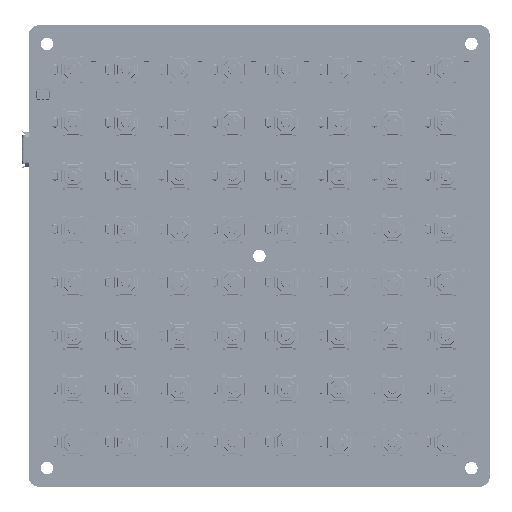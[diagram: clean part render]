
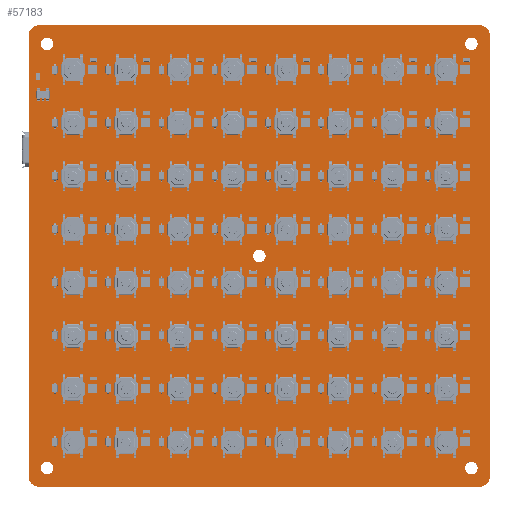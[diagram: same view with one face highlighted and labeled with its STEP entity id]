
A CAD part, top view. The second image highlights one B-rep face of the part: STEP entity #57183.
In plain terms, the highlighted planar face has unit normal (0, 0, 1).
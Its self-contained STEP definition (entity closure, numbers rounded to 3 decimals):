
#56947 = VERTEX_POINT('',#56948);
#56948 = CARTESIAN_POINT('',(47.25,49.5,1.6));
#56954 = EDGE_CURVE('',#56947,#56955,#56957,.T.);
#56955 = VERTEX_POINT('',#56956);
#56956 = CARTESIAN_POINT('',(49.498,47.397,1.6));
#56957 = CIRCLE('',#56958,2.248);
#56958 = AXIS2_PLACEMENT_3D('',#56959,#56960,#56961);
#56959 = CARTESIAN_POINT('',(47.255,47.252,1.6));
#56960 = DIRECTION('',(0.,0.,-1.));
#56961 = DIRECTION('',(-0.002,1.,0.));
#56989 = VERTEX_POINT('',#56990);
#56990 = CARTESIAN_POINT('',(-47.25,49.5,1.6));
#56996 = EDGE_CURVE('',#56989,#56947,#56997,.T.);
#56997 = LINE('',#56998,#56999);
#56998 = CARTESIAN_POINT('',(-47.25,49.5,1.6));
#56999 = VECTOR('',#57000,1.);
#57000 = DIRECTION('',(1.,0.,0.));
#57018 = EDGE_CURVE('',#56955,#57019,#57021,.T.);
#57019 = VERTEX_POINT('',#57020);
#57020 = CARTESIAN_POINT('',(49.5,47.25,1.6));
#57021 = LINE('',#57022,#57023);
#57022 = CARTESIAN_POINT('',(49.498,47.397,1.6));
#57023 = VECTOR('',#57024,1.);
#57024 = DIRECTION('',(0.016,-1.,0.));
#57183 = ADVANCED_FACE('',(#57184,#57262,#57273,#57284,#57295,#57306),
  #57317,.T.);
#57184 = FACE_BOUND('',#57185,.T.);
#57185 = EDGE_LOOP('',(#57186,#57187,#57188,#57196,#57205,#57213,#57221,
    #57230,#57238,#57246,#57255,#57261));
#57186 = ORIENTED_EDGE('',*,*,#56954,.F.);
#57187 = ORIENTED_EDGE('',*,*,#56996,.F.);
#57188 = ORIENTED_EDGE('',*,*,#57189,.F.);
#57189 = EDGE_CURVE('',#57190,#56989,#57192,.T.);
#57190 = VERTEX_POINT('',#57191);
#57191 = CARTESIAN_POINT('',(-47.397,49.498,1.6));
#57192 = LINE('',#57193,#57194);
#57193 = CARTESIAN_POINT('',(-47.397,49.498,1.6));
#57194 = VECTOR('',#57195,1.);
#57195 = DIRECTION('',(1.,0.016,0.));
#57196 = ORIENTED_EDGE('',*,*,#57197,.F.);
#57197 = EDGE_CURVE('',#57198,#57190,#57200,.T.);
#57198 = VERTEX_POINT('',#57199);
#57199 = CARTESIAN_POINT('',(-49.5,47.25,1.6));
#57200 = CIRCLE('',#57201,2.248);
#57201 = AXIS2_PLACEMENT_3D('',#57202,#57203,#57204);
#57202 = CARTESIAN_POINT('',(-47.252,47.254,1.6));
#57203 = DIRECTION('',(0.,0.,-1.));
#57204 = DIRECTION('',(-1.,-0.002,-0.));
#57205 = ORIENTED_EDGE('',*,*,#57206,.F.);
#57206 = EDGE_CURVE('',#57207,#57198,#57209,.T.);
#57207 = VERTEX_POINT('',#57208);
#57208 = CARTESIAN_POINT('',(-49.5,-47.25,1.6));
#57209 = LINE('',#57210,#57211);
#57210 = CARTESIAN_POINT('',(-49.5,-47.25,1.6));
#57211 = VECTOR('',#57212,1.);
#57212 = DIRECTION('',(0.,1.,0.));
#57213 = ORIENTED_EDGE('',*,*,#57214,.F.);
#57214 = EDGE_CURVE('',#57215,#57207,#57217,.T.);
#57215 = VERTEX_POINT('',#57216);
#57216 = CARTESIAN_POINT('',(-49.498,-47.397,1.6));
#57217 = LINE('',#57218,#57219);
#57218 = CARTESIAN_POINT('',(-49.498,-47.397,1.6));
#57219 = VECTOR('',#57220,1.);
#57220 = DIRECTION('',(-0.016,1.,0.));
#57221 = ORIENTED_EDGE('',*,*,#57222,.F.);
#57222 = EDGE_CURVE('',#57223,#57215,#57225,.T.);
#57223 = VERTEX_POINT('',#57224);
#57224 = CARTESIAN_POINT('',(-47.25,-49.5,1.6));
#57225 = CIRCLE('',#57226,2.248);
#57226 = AXIS2_PLACEMENT_3D('',#57227,#57228,#57229);
#57227 = CARTESIAN_POINT('',(-47.254,-47.252,1.6));
#57228 = DIRECTION('',(0.,0.,-1.));
#57229 = DIRECTION('',(0.002,-1.,0.));
#57230 = ORIENTED_EDGE('',*,*,#57231,.F.);
#57231 = EDGE_CURVE('',#57232,#57223,#57234,.T.);
#57232 = VERTEX_POINT('',#57233);
#57233 = CARTESIAN_POINT('',(47.25,-49.5,1.6));
#57234 = LINE('',#57235,#57236);
#57235 = CARTESIAN_POINT('',(47.25,-49.5,1.6));
#57236 = VECTOR('',#57237,1.);
#57237 = DIRECTION('',(-1.,0.,0.));
#57238 = ORIENTED_EDGE('',*,*,#57239,.F.);
#57239 = EDGE_CURVE('',#57240,#57232,#57242,.T.);
#57240 = VERTEX_POINT('',#57241);
#57241 = CARTESIAN_POINT('',(47.397,-49.498,1.6));
#57242 = LINE('',#57243,#57244);
#57243 = CARTESIAN_POINT('',(47.397,-49.498,1.6));
#57244 = VECTOR('',#57245,1.);
#57245 = DIRECTION('',(-1.,-0.016,0.));
#57246 = ORIENTED_EDGE('',*,*,#57247,.F.);
#57247 = EDGE_CURVE('',#57248,#57240,#57250,.T.);
#57248 = VERTEX_POINT('',#57249);
#57249 = CARTESIAN_POINT('',(49.5,-47.25,1.6));
#57250 = CIRCLE('',#57251,2.248);
#57251 = AXIS2_PLACEMENT_3D('',#57252,#57253,#57254);
#57252 = CARTESIAN_POINT('',(47.252,-47.255,1.6));
#57253 = DIRECTION('',(0.,0.,-1.));
#57254 = DIRECTION('',(1.,0.002,0.));
#57255 = ORIENTED_EDGE('',*,*,#57256,.F.);
#57256 = EDGE_CURVE('',#57019,#57248,#57257,.T.);
#57257 = LINE('',#57258,#57259);
#57258 = CARTESIAN_POINT('',(49.5,47.25,1.6));
#57259 = VECTOR('',#57260,1.);
#57260 = DIRECTION('',(0.,-1.,0.));
#57261 = ORIENTED_EDGE('',*,*,#57018,.F.);
#57262 = FACE_BOUND('',#57263,.T.);
#57263 = EDGE_LOOP('',(#57264));
#57264 = ORIENTED_EDGE('',*,*,#57265,.T.);
#57265 = EDGE_CURVE('',#57266,#57266,#57268,.T.);
#57266 = VERTEX_POINT('',#57267);
#57267 = CARTESIAN_POINT('',(-45.5,-46.85,1.6));
#57268 = CIRCLE('',#57269,1.35);
#57269 = AXIS2_PLACEMENT_3D('',#57270,#57271,#57272);
#57270 = CARTESIAN_POINT('',(-45.5,-45.5,1.6));
#57271 = DIRECTION('',(-0.,0.,-1.));
#57272 = DIRECTION('',(-0.,-1.,0.));
#57273 = FACE_BOUND('',#57274,.T.);
#57274 = EDGE_LOOP('',(#57275));
#57275 = ORIENTED_EDGE('',*,*,#57276,.T.);
#57276 = EDGE_CURVE('',#57277,#57277,#57279,.T.);
#57277 = VERTEX_POINT('',#57278);
#57278 = CARTESIAN_POINT('',(45.5,-46.85,1.6));
#57279 = CIRCLE('',#57280,1.35);
#57280 = AXIS2_PLACEMENT_3D('',#57281,#57282,#57283);
#57281 = CARTESIAN_POINT('',(45.5,-45.5,1.6));
#57282 = DIRECTION('',(-0.,0.,-1.));
#57283 = DIRECTION('',(-0.,-1.,0.));
#57284 = FACE_BOUND('',#57285,.T.);
#57285 = EDGE_LOOP('',(#57286));
#57286 = ORIENTED_EDGE('',*,*,#57287,.T.);
#57287 = EDGE_CURVE('',#57288,#57288,#57290,.T.);
#57288 = VERTEX_POINT('',#57289);
#57289 = CARTESIAN_POINT('',(-45.5,44.15,1.6));
#57290 = CIRCLE('',#57291,1.35);
#57291 = AXIS2_PLACEMENT_3D('',#57292,#57293,#57294);
#57292 = CARTESIAN_POINT('',(-45.5,45.5,1.6));
#57293 = DIRECTION('',(-0.,0.,-1.));
#57294 = DIRECTION('',(-0.,-1.,0.));
#57295 = FACE_BOUND('',#57296,.T.);
#57296 = EDGE_LOOP('',(#57297));
#57297 = ORIENTED_EDGE('',*,*,#57298,.T.);
#57298 = EDGE_CURVE('',#57299,#57299,#57301,.T.);
#57299 = VERTEX_POINT('',#57300);
#57300 = CARTESIAN_POINT('',(0.,-1.35,1.6));
#57301 = CIRCLE('',#57302,1.35);
#57302 = AXIS2_PLACEMENT_3D('',#57303,#57304,#57305);
#57303 = CARTESIAN_POINT('',(0.,0.,1.6
    ));
#57304 = DIRECTION('',(-0.,0.,-1.));
#57305 = DIRECTION('',(0.,-1.,-0.));
#57306 = FACE_BOUND('',#57307,.T.);
#57307 = EDGE_LOOP('',(#57308));
#57308 = ORIENTED_EDGE('',*,*,#57309,.T.);
#57309 = EDGE_CURVE('',#57310,#57310,#57312,.T.);
#57310 = VERTEX_POINT('',#57311);
#57311 = CARTESIAN_POINT('',(45.5,44.15,1.6));
#57312 = CIRCLE('',#57313,1.35);
#57313 = AXIS2_PLACEMENT_3D('',#57314,#57315,#57316);
#57314 = CARTESIAN_POINT('',(45.5,45.5,1.6));
#57315 = DIRECTION('',(-0.,0.,-1.));
#57316 = DIRECTION('',(-0.,-1.,0.));
#57317 = PLANE('',#57318);
#57318 = AXIS2_PLACEMENT_3D('',#57319,#57320,#57321);
#57319 = CARTESIAN_POINT('',(0.,0.,1.6));
#57320 = DIRECTION('',(0.,0.,1.));
#57321 = DIRECTION('',(1.,0.,-0.));
